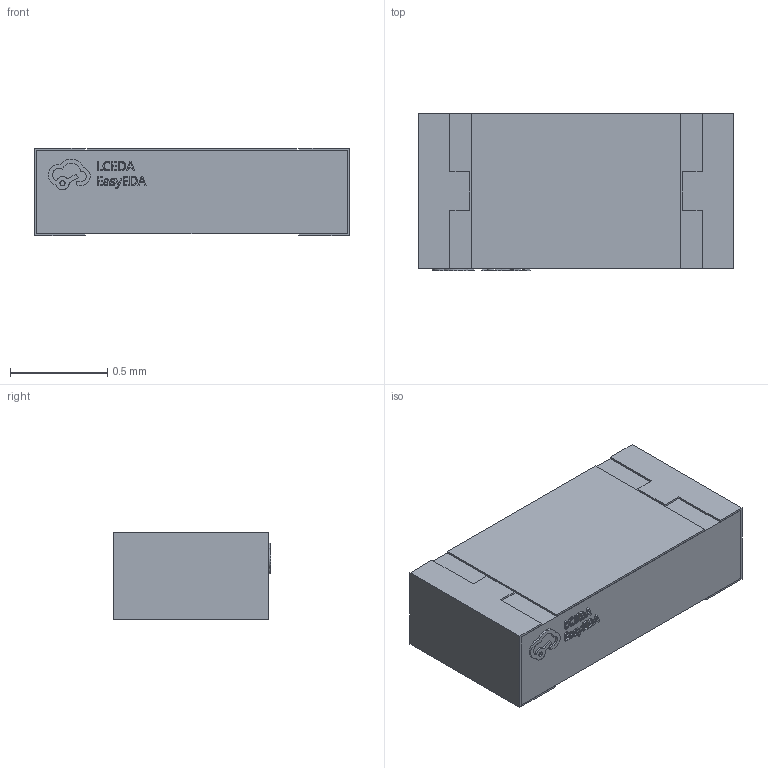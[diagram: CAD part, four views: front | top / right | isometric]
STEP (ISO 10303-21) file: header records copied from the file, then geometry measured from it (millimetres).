
FILE_DESCRIPTION(/* description */ ('Designed by EasyEDA Pro','CAx-IF Rec.Pracs.---Representation and Presentation of Product Manufacturing Information (PMI)---4.0---2014-10-13'),/* implementation_level */ '2;1');
FILE_NAME(/* name */ 'R0603.step',/* time_stamp */ '2025-01-16T13:46:11+08:00',/* author */ (''),/* organization */ (''),/* preprocessor_version */ 'ST-DEVELOPER v20',/* originating_system */ 'Autodesk Translation Framework v13.20.0.188',/* authorisation */ '');
FILE_SCHEMA (('AP242_MANAGED_MODEL_BASED_3D_ENGINEERING_MIM_LF { 1 0 10303 442 1 1 4 }'));
Length unit declared in the file: millimetre
Products named in the file (4): RBfr-PCBModel; RBfr-Board; RBfr-R2-R0603; COMPOUND
Assembly tree (3 placements, depth 3):
  RBfr-PCBModel
    RBfr-Board
    RBfr-R2-R0603
      COMPOUND
Bounding box: 1.62 x 0.81 x 0.45 mm (x, y, z)
Volume: 0.6 mm3; surface area: 9.3 mm2
Topology: 4 solids, 4 shells, 260 faces, 699 edges, 466 vertices
Faces by surface type: plane 162, bspline 98
Entity records: 8969 total; most frequent: CARTESIAN_POINT 2488, ORIENTED_EDGE 1398, DIRECTION 1001, EDGE_CURVE 699, LINE 503, VECTOR 503, VERTEX_POINT 466, EDGE_LOOP 279
